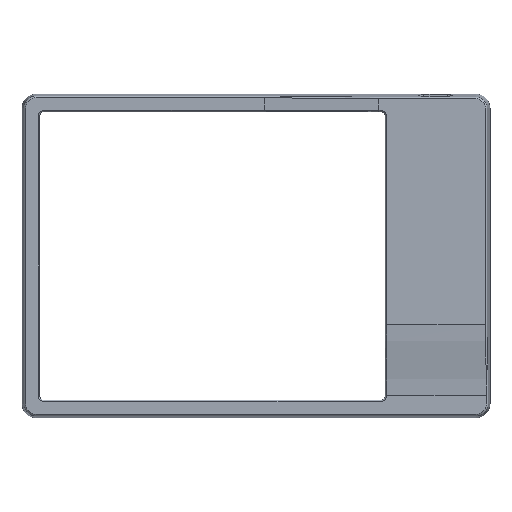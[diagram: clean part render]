
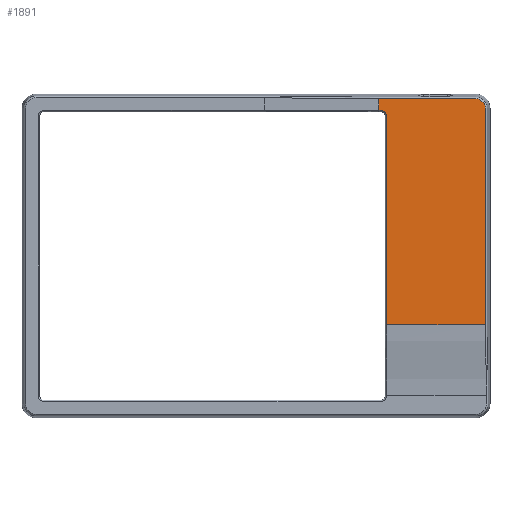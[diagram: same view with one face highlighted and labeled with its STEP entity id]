
A CAD part, top view. The second image highlights one B-rep face of the part: STEP entity #1891.
In plain terms, the highlighted planar face has unit normal (0, 0, 1).
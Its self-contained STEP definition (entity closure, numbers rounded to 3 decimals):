
#72=PLANE('',#2066);
#187=FACE_OUTER_BOUND('',#302,.T.);
#302=EDGE_LOOP('',(#1501,#1502,#1503,#1504,#1505,#1506,#1507,#1508));
#392=LINE('',#2923,#563);
#395=LINE('',#2934,#566);
#417=LINE('',#3090,#588);
#418=LINE('',#3112,#589);
#457=LINE('',#3232,#628);
#458=LINE('',#3235,#629);
#563=VECTOR('',#2282,10.);
#566=VECTOR('',#2293,10.);
#588=VECTOR('',#2351,10.);
#589=VECTOR('',#2352,10.);
#628=VECTOR('',#2463,10.);
#629=VECTOR('',#2466,10.);
#732=CIRCLE('',#2010,2.808);
#757=CIRCLE('',#2067,1.9);
#829=VERTEX_POINT('',#2902);
#831=VERTEX_POINT('',#2921);
#833=VERTEX_POINT('',#2926);
#835=VERTEX_POINT('',#2932);
#857=VERTEX_POINT('',#3085);
#858=VERTEX_POINT('',#3111);
#898=VERTEX_POINT('',#3231);
#899=VERTEX_POINT('',#3233);
#1022=EDGE_CURVE('',#831,#829,#392,.T.);
#1024=EDGE_CURVE('',#833,#831,#732,.T.);
#1027=EDGE_CURVE('',#835,#833,#395,.T.);
#1062=EDGE_CURVE('',#857,#835,#417,.T.);
#1063=EDGE_CURVE('',#858,#829,#418,.T.);
#1121=EDGE_CURVE('',#898,#857,#457,.T.);
#1122=EDGE_CURVE('',#899,#898,#757,.T.);
#1123=EDGE_CURVE('',#858,#899,#458,.T.);
#1501=ORIENTED_EDGE('',*,*,#1027,.F.);
#1502=ORIENTED_EDGE('',*,*,#1062,.F.);
#1503=ORIENTED_EDGE('',*,*,#1121,.F.);
#1504=ORIENTED_EDGE('',*,*,#1122,.F.);
#1505=ORIENTED_EDGE('',*,*,#1123,.F.);
#1506=ORIENTED_EDGE('',*,*,#1063,.T.);
#1507=ORIENTED_EDGE('',*,*,#1022,.F.);
#1508=ORIENTED_EDGE('',*,*,#1024,.F.);
#1891=ADVANCED_FACE('',(#187),#72,.T.);
#2010=AXIS2_PLACEMENT_3D('',#2928,#2286,#2287);
#2066=AXIS2_PLACEMENT_3D('',#3230,#2461,#2462);
#2067=AXIS2_PLACEMENT_3D('',#3234,#2464,#2465);
#2282=DIRECTION('',(0.,-1.,0.));
#2286=DIRECTION('center_axis',(0.,0.,-1.));
#2287=DIRECTION('ref_axis',(0.707,0.707,0.));
#2293=DIRECTION('',(1.,0.,0.));
#2351=DIRECTION('',(0.,1.,0.));
#2352=DIRECTION('',(1.,0.,0.));
#2461=DIRECTION('center_axis',(0.,0.,1.));
#2462=DIRECTION('ref_axis',(1.,0.,0.));
#2463=DIRECTION('',(-1.,0.,0.));
#2464=DIRECTION('center_axis',(0.,0.,1.));
#2465=DIRECTION('ref_axis',(0.707,0.707,0.));
#2466=DIRECTION('',(0.,1.,0.));
#2902=CARTESIAN_POINT('',(68.308,-20.5,5.));
#2921=CARTESIAN_POINT('',(68.308,44.,5.));
#2923=CARTESIAN_POINT('',(68.308,-24.,5.));
#2926=CARTESIAN_POINT('',(65.5,46.808,5.));
#2928=CARTESIAN_POINT('Origin',(65.5,44.,5.));
#2932=CARTESIAN_POINT('',(36.5,46.808,5.));
#2934=CARTESIAN_POINT('',(34.75,46.808,5.));
#3085=CARTESIAN_POINT('',(36.5,43.4,5.));
#3090=CARTESIAN_POINT('',(36.5,48.,5.));
#3111=CARTESIAN_POINT('',(38.9,-20.5,5.));
#3112=CARTESIAN_POINT('',(69.5,-20.5,5.));
#3230=CARTESIAN_POINT('Origin',(0.,0.,5.));
#3231=CARTESIAN_POINT('',(37.,43.4,5.));
#3232=CARTESIAN_POINT('',(34.75,43.4,5.));
#3233=CARTESIAN_POINT('',(38.9,41.5,5.));
#3234=CARTESIAN_POINT('Origin',(37.,41.5,5.));
#3235=CARTESIAN_POINT('',(38.9,24.,5.));
